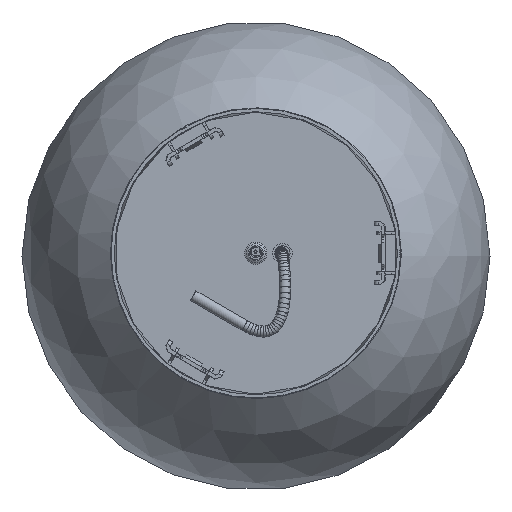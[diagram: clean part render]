
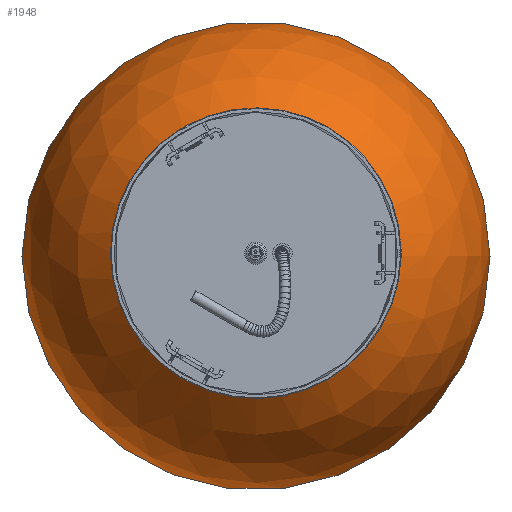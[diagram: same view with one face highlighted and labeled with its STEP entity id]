
A CAD part, top view. The second image highlights one B-rep face of the part: STEP entity #1948.
In plain terms, the highlighted spherical face has radius 110 mm.
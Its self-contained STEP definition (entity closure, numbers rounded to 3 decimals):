
#150=SPHERICAL_SURFACE('',#11586,110.);
#708=FACE_OUTER_BOUND('',#3494,.T.);
#1948=ADVANCED_FACE('',(#708),#150,.T.);
#3494=EDGE_LOOP('',(#5017));
#5017=ORIENTED_EDGE('',*,*,#8457,.T.);
#7287=VERTEX_POINT('',#21350);
#8457=EDGE_CURVE('',#7287,#7287,#9671,.T.);
#9671=CIRCLE('',#11585,66.);
#11585=AXIS2_PLACEMENT_3D('',#21349,#13406,#13407);
#11586=AXIS2_PLACEMENT_3D('',#21351,#13408,#13409);
#13406=DIRECTION('',(0.,0.,-1.));
#13407=DIRECTION('',(1.,0.,0.));
#13408=DIRECTION('',(0.,0.,-1.));
#13409=DIRECTION('',(1.,0.,0.));
#21349=CARTESIAN_POINT('',(15.101,0.307,-845.612));
#21350=CARTESIAN_POINT('',(81.101,0.307,-845.612));
#21351=CARTESIAN_POINT('',(15.101,0.307,-933.612));
